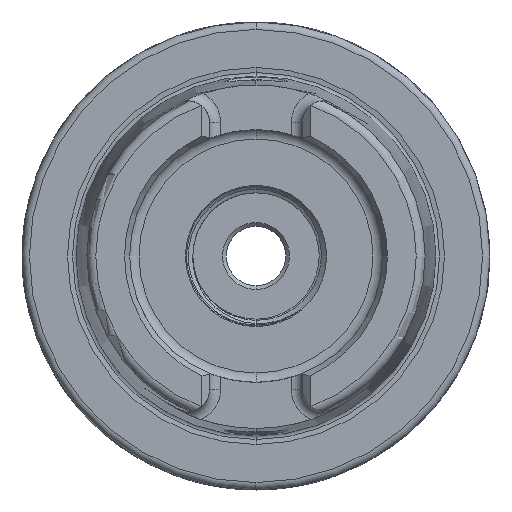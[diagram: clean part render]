
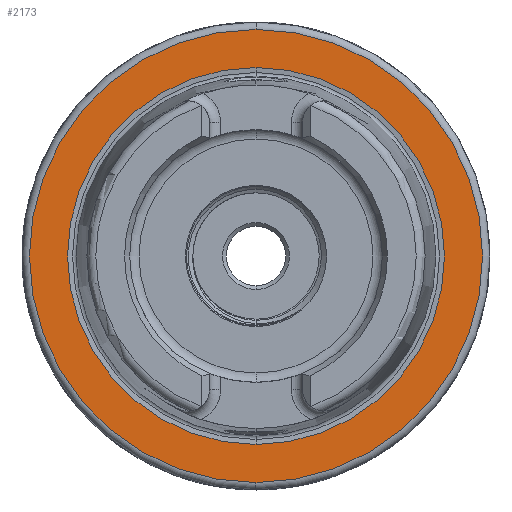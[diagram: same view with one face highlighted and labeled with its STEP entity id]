
A CAD part, left-side view. The second image highlights one B-rep face of the part: STEP entity #2173.
In plain terms, the highlighted planar face has unit normal (-1, 0, 0).
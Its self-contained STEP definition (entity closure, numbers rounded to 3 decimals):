
#2173 = ADVANCED_FACE ( 'NONE', ( #29142, #29145 ), #29046, .T. ) ;
#5023 = AXIS2_PLACEMENT_3D ( 'NONE', #15673, #15674, #15675 ) ;
#7529 = VERTEX_POINT ( 'NONE', #8101 ) ;
#7530 = VERTEX_POINT ( 'NONE', #8102 ) ;
#7537 = VERTEX_POINT ( 'NONE', #8109 ) ;
#7538 = VERTEX_POINT ( 'NONE', #8110 ) ;
#8101 = CARTESIAN_POINT ( 'NONE',  ( 0., 0., -30.5 ) ) ;
#8102 = CARTESIAN_POINT ( 'NONE',  ( 0., 0., 30.5 ) ) ;
#8109 = CARTESIAN_POINT ( 'NONE',  ( 0., 0., -25.369 ) ) ;
#8110 = CARTESIAN_POINT ( 'NONE',  ( 0., 0., 25.369 ) ) ;
#8770 = ORIENTED_EDGE ( 'NONE', *, *, #19120, .T. ) ;
#8771 = ORIENTED_EDGE ( 'NONE', *, *, #26318, .T. ) ;
#8772 = ORIENTED_EDGE ( 'NONE', *, *, #26317, .T. ) ;
#8773 = ORIENTED_EDGE ( 'NONE', *, *, #19152, .T. ) ;
#15673 = CARTESIAN_POINT ( 'NONE',  ( 0., 0., 0. ) ) ;
#15674 = DIRECTION ( 'NONE',  ( -1., 0., 0. ) ) ;
#15675 = DIRECTION ( 'NONE',  ( 0., 0., 1. ) ) ;
#15809 = EDGE_LOOP ( 'NONE', ( #8770, #8771 ) ) ;
#15810 = EDGE_LOOP ( 'NONE', ( #8773, #8772 ) ) ;
#19120 = EDGE_CURVE ( 'NONE', #7530, #7529, #27527, .T. ) ;
#19152 = EDGE_CURVE ( 'NONE', #7538, #7537, #27528, .T. ) ;
#21160 = CARTESIAN_POINT ( 'NONE',  ( 0., 0., 0. ) ) ;
#21161 = DIRECTION ( 'NONE',  ( 1., 0., 0. ) ) ;
#21162 = DIRECTION ( 'NONE',  ( 0., 0., -1. ) ) ;
#24179 = AXIS2_PLACEMENT_3D ( 'NONE', #24395, #24396, #24397 ) ;
#24180 = AXIS2_PLACEMENT_3D ( 'NONE', #24392, #24393, #24394 ) ;
#24392 = CARTESIAN_POINT ( 'NONE',  ( 0., 0., 0. ) ) ;
#24393 = DIRECTION ( 'NONE',  ( 1., 0., 0. ) ) ;
#24394 = DIRECTION ( 'NONE',  ( 0., 0., -1. ) ) ;
#24395 = CARTESIAN_POINT ( 'NONE',  ( 0., 0., 0. ) ) ;
#24396 = DIRECTION ( 'NONE',  ( -1., 0., 0. ) ) ;
#24397 = DIRECTION ( 'NONE',  ( 0., 0., 1. ) ) ;
#26317 = EDGE_CURVE ( 'NONE', #7537, #7538, #27609, .T. ) ;
#26318 = EDGE_CURVE ( 'NONE', #7529, #7530, #27610, .T. ) ;
#27527 = CIRCLE ( 'NONE', #5023, 30.5 ) ;
#27528 = CIRCLE ( 'NONE', #28232, 25.369 ) ;
#27609 = CIRCLE ( 'NONE', #24180, 25.369 ) ;
#27610 = CIRCLE ( 'NONE', #24179, 30.5 ) ;
#28232 = AXIS2_PLACEMENT_3D ( 'NONE', #21160, #21161, #21162 ) ;
#29046 = PLANE ( 'NONE',  #29147 ) ;
#29047 = CARTESIAN_POINT ( 'NONE',  ( 0., 25.369, 0. ) ) ;
#29048 = DIRECTION ( 'NONE',  ( -1., 0., 0. ) ) ;
#29049 = DIRECTION ( 'NONE',  ( 0., 0., 1. ) ) ;
#29142 = FACE_OUTER_BOUND ( 'NONE', #15809, .T. ) ;
#29145 = FACE_BOUND ( 'NONE', #15810, .T. ) ;
#29147 = AXIS2_PLACEMENT_3D ( 'NONE', #29047, #29048, #29049 ) ;
